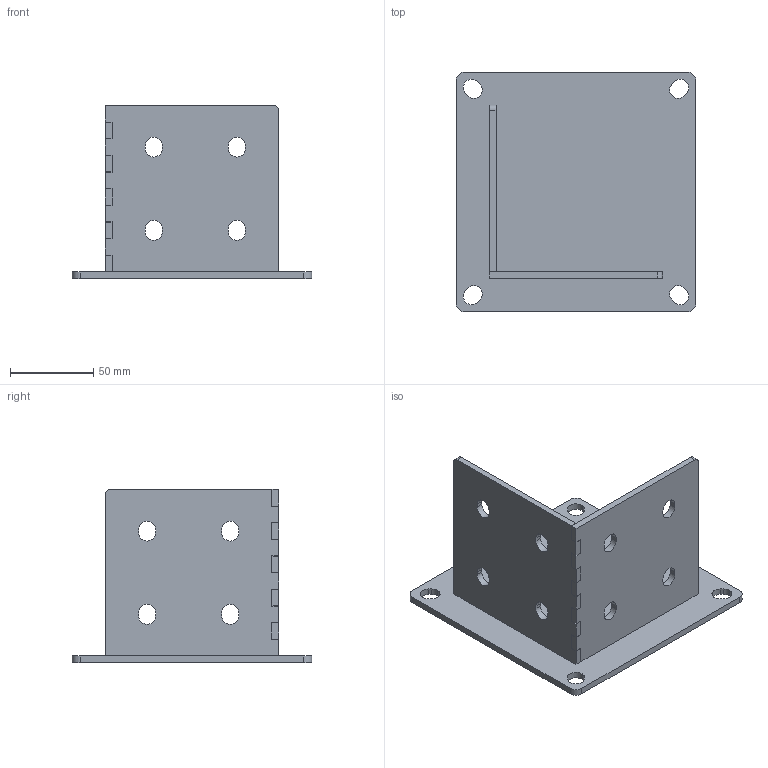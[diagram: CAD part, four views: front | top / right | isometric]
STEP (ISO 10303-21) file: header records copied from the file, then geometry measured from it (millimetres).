
FILE_DESCRIPTION (( 'STEP AP214' ), '1' );
FILE_NAME ('A942 Ïëîùàäêà îïîðíàÿ 100x100.STEP', '2025-07-31T09:51:13', ( '' ), ( '' ), 'SwSTEP 2.0', 'SolidWorks 2025', '' );
FILE_SCHEMA (( 'AUTOMOTIVE_DESIGN' ));
Length unit declared in the file: millimetre
Products named in the file (4): A942 100x100 Боковина с пазом 2_00; A942 100x100 Боковина с пазом 1_00; A942 100x100 Основание_00; A942 Площадка опорная 100x100
Assembly tree (3 placements, depth 2):
  A942 Площадка опорная 100x100
    A942 100x100 Основание_00
    A942 100x100 Боковина с пазом 1_00
    A942 100x100 Боковина с пазом 2_00
Bounding box: 144 x 144 x 104 mm (x, y, z)
Volume: 159469.7 mm3; surface area: 88642.8 mm2
Topology: 3 solids, 3 shells, 132 faces, 378 edges, 252 vertices
Faces by surface type: plane 94, cylinder 38
Entity records: 4508 total; most frequent: CARTESIAN_POINT 768, ORIENTED_EDGE 756, DIRECTION 730, EDGE_CURVE 378, VECTOR 302, LINE 302, VERTEX_POINT 252, AXIS2_PLACEMENT_3D 214
